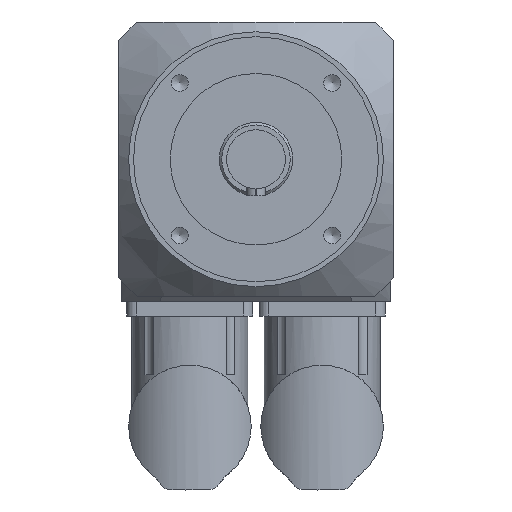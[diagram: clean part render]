
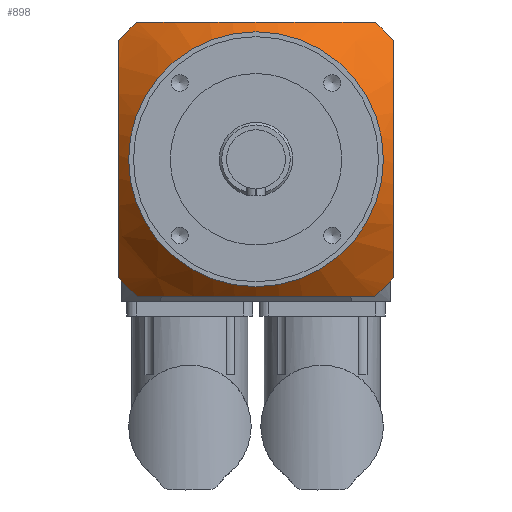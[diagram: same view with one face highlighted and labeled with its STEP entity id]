
A CAD part, front view. The second image highlights one B-rep face of the part: STEP entity #898.
In plain terms, the highlighted conical face has half-angle 45 degrees and reference radius 37 mm.
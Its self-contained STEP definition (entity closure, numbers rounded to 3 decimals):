
#129=CONICAL_SURFACE('',#5580,37.,45.);
#426=FACE_BOUND('',#1594,.T.);
#641=B_SPLINE_CURVE_WITH_KNOTS('',3,(#9120,#9121,#9122,#9123,#9124,#9125,
#9126,#9127),.UNSPECIFIED.,.F.,.F.,(4,2,2,4),(0.,0.25,0.5,1.),.UNSPECIFIED.);
#642=B_SPLINE_CURVE_WITH_KNOTS('',3,(#9130,#9131,#9132,#9133,#9134,#9135,
#9136,#9137),.UNSPECIFIED.,.F.,.F.,(4,2,2,4),(0.,0.5,0.75,1.),.UNSPECIFIED.);
#643=B_SPLINE_CURVE_WITH_KNOTS('',3,(#9141,#9142,#9143,#9144,#9145,#9146,
#9147,#9148,#9149,#9150,#9151,#9152,#9153,#9154),.UNSPECIFIED.,.F.,.F.,(4,
2,2,2,2,2,4),(0.,0.25,0.375,0.5,0.625,0.75,1.),.UNSPECIFIED.);
#644=B_SPLINE_CURVE_WITH_KNOTS('',3,(#9158,#9159,#9160,#9161,#9162,#9163,
#9164,#9165),.UNSPECIFIED.,.F.,.F.,(4,2,2,4),(0.,0.25,0.5,1.),.UNSPECIFIED.);
#645=B_SPLINE_CURVE_WITH_KNOTS('',3,(#9167,#9168,#9169,#9170,#9171,#9172,
#9173,#9174),.UNSPECIFIED.,.F.,.F.,(4,2,2,4),(0.,0.5,0.75,1.),.UNSPECIFIED.);
#646=B_SPLINE_CURVE_WITH_KNOTS('',3,(#9178,#9179,#9180,#9181,#9182,#9183,
#9184,#9185,#9186,#9187,#9188,#9189,#9190,#9191),.UNSPECIFIED.,.F.,.F.,(4,
2,2,2,2,2,4),(0.,0.25,0.375,0.5,0.625,0.75,1.),.UNSPECIFIED.);
#898=ADVANCED_FACE('',(#1249,#426),#129,.T.);
#1249=FACE_OUTER_BOUND('',#1593,.T.);
#1593=EDGE_LOOP('',(#3382,#3383,#3384,#3385,#3386,#3387,#3388,#3389,#3390,
#3391));
#1594=EDGE_LOOP('',(#3392));
#3382=ORIENTED_EDGE('',*,*,#4704,.F.);
#3383=ORIENTED_EDGE('',*,*,#4705,.F.);
#3384=ORIENTED_EDGE('',*,*,#4706,.T.);
#3385=ORIENTED_EDGE('',*,*,#4707,.F.);
#3386=ORIENTED_EDGE('',*,*,#4708,.T.);
#3387=ORIENTED_EDGE('',*,*,#4709,.F.);
#3388=ORIENTED_EDGE('',*,*,#4710,.F.);
#3389=ORIENTED_EDGE('',*,*,#4711,.T.);
#3390=ORIENTED_EDGE('',*,*,#4712,.F.);
#3391=ORIENTED_EDGE('',*,*,#4713,.T.);
#3392=ORIENTED_EDGE('',*,*,#4691,.F.);
#3996=VERTEX_POINT('',#9092);
#4009=VERTEX_POINT('',#9128);
#4010=VERTEX_POINT('',#9129);
#4011=VERTEX_POINT('',#9138);
#4012=VERTEX_POINT('',#9140);
#4013=VERTEX_POINT('',#9155);
#4014=VERTEX_POINT('',#9157);
#4015=VERTEX_POINT('',#9166);
#4016=VERTEX_POINT('',#9175);
#4017=VERTEX_POINT('',#9177);
#4018=VERTEX_POINT('',#9192);
#4691=EDGE_CURVE('',#3996,#3996,#5032,.T.);
#4704=EDGE_CURVE('',#4009,#4010,#641,.T.);
#4705=EDGE_CURVE('',#4011,#4009,#642,.T.);
#4706=EDGE_CURVE('',#4011,#4012,#5041,.T.);
#4707=EDGE_CURVE('',#4013,#4012,#643,.T.);
#4708=EDGE_CURVE('',#4013,#4014,#5042,.T.);
#4709=EDGE_CURVE('',#4015,#4014,#644,.T.);
#4710=EDGE_CURVE('',#4016,#4015,#645,.T.);
#4711=EDGE_CURVE('',#4016,#4017,#5043,.T.);
#4712=EDGE_CURVE('',#4018,#4017,#646,.T.);
#4713=EDGE_CURVE('',#4018,#4010,#5044,.T.);
#5032=CIRCLE('',#5564,26.);
#5041=CIRCLE('',#5576,37.);
#5042=CIRCLE('',#5577,37.);
#5043=CIRCLE('',#5578,37.);
#5044=CIRCLE('',#5579,37.);
#5564=AXIS2_PLACEMENT_3D('',#9091,#6849,#6850);
#5576=AXIS2_PLACEMENT_3D('',#9139,#6877,#6878);
#5577=AXIS2_PLACEMENT_3D('',#9156,#6879,#6880);
#5578=AXIS2_PLACEMENT_3D('',#9176,#6881,#6882);
#5579=AXIS2_PLACEMENT_3D('',#9193,#6883,#6884);
#5580=AXIS2_PLACEMENT_3D('',#9194,#6885,#6886);
#6849=DIRECTION('',(0.,0.,-1.));
#6850=DIRECTION('',(-1.,0.,0.));
#6877=DIRECTION('',(0.,0.,-1.));
#6878=DIRECTION('',(-1.,0.,0.));
#6879=DIRECTION('',(0.,0.,-1.));
#6880=DIRECTION('',(-1.,0.,0.));
#6881=DIRECTION('',(0.,0.,-1.));
#6882=DIRECTION('',(-1.,0.,0.));
#6883=DIRECTION('',(0.,0.,-1.));
#6884=DIRECTION('',(-1.,0.,0.));
#6885=DIRECTION('',(0.,0.,1.));
#6886=DIRECTION('',(1.,0.,0.));
#9091=CARTESIAN_POINT('',(0.,0.,0.));
#9092=CARTESIAN_POINT('',(-26.,0.,0.));
#9120=CARTESIAN_POINT('',(-28.,0.,2.));
#9121=CARTESIAN_POINT('',(-28.,-2.206,2.));
#9122=CARTESIAN_POINT('',(-28.,-4.366,2.263));
#9123=CARTESIAN_POINT('',(-28.,-8.611,3.221));
#9124=CARTESIAN_POINT('',(-28.,-10.709,3.922));
#9125=CARTESIAN_POINT('',(-28.,-16.757,6.424));
#9126=CARTESIAN_POINT('',(-28.,-20.526,8.607));
#9127=CARTESIAN_POINT('',(-28.,-24.187,11.));
#9128=CARTESIAN_POINT('',(-28.,0.,2.));
#9129=CARTESIAN_POINT('',(-28.,-24.187,11.));
#9130=CARTESIAN_POINT('',(-28.,24.187,11.));
#9131=CARTESIAN_POINT('',(-28.,20.528,8.608));
#9132=CARTESIAN_POINT('',(-28.,16.763,6.429));
#9133=CARTESIAN_POINT('',(-28.,10.731,3.93));
#9134=CARTESIAN_POINT('',(-28.,8.632,3.227));
#9135=CARTESIAN_POINT('',(-28.,4.371,2.263));
#9136=CARTESIAN_POINT('',(-28.,2.206,2.));
#9137=CARTESIAN_POINT('',(-28.,0.,2.));
#9138=CARTESIAN_POINT('',(-28.,24.187,11.));
#9139=CARTESIAN_POINT('',(0.,0.,
11.));
#9140=CARTESIAN_POINT('',(-24.187,28.,11.));
#9141=CARTESIAN_POINT('',(24.187,28.,11.));
#9142=CARTESIAN_POINT('',(20.53,28.,8.61));
#9143=CARTESIAN_POINT('',(16.768,28.,6.431));
#9144=CARTESIAN_POINT('',(10.741,28.,3.934));
#9145=CARTESIAN_POINT('',(8.642,28.,3.23));
#9146=CARTESIAN_POINT('',(4.39,28.,2.266));
#9147=CARTESIAN_POINT('',(2.235,28.,2.003));
#9148=CARTESIAN_POINT('',(-2.147,28.,1.997));
#9149=CARTESIAN_POINT('',(-4.339,28.,2.259));
#9150=CARTESIAN_POINT('',(-8.583,28.,3.213));
#9151=CARTESIAN_POINT('',(-10.672,28.,3.908));
#9152=CARTESIAN_POINT('',(-16.745,28.,6.416));
#9153=CARTESIAN_POINT('',(-20.521,28.,8.604));
#9154=CARTESIAN_POINT('',(-24.187,28.,11.));
#9155=CARTESIAN_POINT('',(24.187,28.,11.));
#9156=CARTESIAN_POINT('',(0.,0.,
11.));
#9157=CARTESIAN_POINT('',(28.,24.187,11.));
#9158=CARTESIAN_POINT('',(28.,0.,2.));
#9159=CARTESIAN_POINT('',(28.,2.206,2.));
#9160=CARTESIAN_POINT('',(28.,4.366,2.263));
#9161=CARTESIAN_POINT('',(28.,8.611,3.221));
#9162=CARTESIAN_POINT('',(28.,10.709,3.922));
#9163=CARTESIAN_POINT('',(28.,16.757,6.424));
#9164=CARTESIAN_POINT('',(28.,20.526,8.607));
#9165=CARTESIAN_POINT('',(28.,24.187,11.));
#9166=CARTESIAN_POINT('',(28.,0.,2.));
#9167=CARTESIAN_POINT('',(28.,-24.187,11.));
#9168=CARTESIAN_POINT('',(28.,-20.528,8.608));
#9169=CARTESIAN_POINT('',(28.,-16.763,6.429));
#9170=CARTESIAN_POINT('',(28.,-10.731,3.93));
#9171=CARTESIAN_POINT('',(28.,-8.632,3.227));
#9172=CARTESIAN_POINT('',(28.,-4.371,2.263));
#9173=CARTESIAN_POINT('',(28.,-2.206,2.));
#9174=CARTESIAN_POINT('',(28.,0.,2.));
#9175=CARTESIAN_POINT('',(28.,-24.187,11.));
#9176=CARTESIAN_POINT('',(0.,0.,
11.));
#9177=CARTESIAN_POINT('',(24.187,-28.,11.));
#9178=CARTESIAN_POINT('',(-24.187,-28.,11.));
#9179=CARTESIAN_POINT('',(-20.53,-28.,8.61));
#9180=CARTESIAN_POINT('',(-16.768,-28.,6.431));
#9181=CARTESIAN_POINT('',(-10.741,-28.,3.934));
#9182=CARTESIAN_POINT('',(-8.642,-28.,3.23));
#9183=CARTESIAN_POINT('',(-4.39,-28.,2.266));
#9184=CARTESIAN_POINT('',(-2.235,-28.,2.003));
#9185=CARTESIAN_POINT('',(2.147,-28.,1.997));
#9186=CARTESIAN_POINT('',(4.339,-28.,2.259));
#9187=CARTESIAN_POINT('',(8.583,-28.,3.213));
#9188=CARTESIAN_POINT('',(10.672,-28.,3.908));
#9189=CARTESIAN_POINT('',(16.745,-28.,6.416));
#9190=CARTESIAN_POINT('',(20.521,-28.,8.604));
#9191=CARTESIAN_POINT('',(24.187,-28.,11.));
#9192=CARTESIAN_POINT('',(-24.187,-28.,11.));
#9193=CARTESIAN_POINT('',(0.,0.,
11.));
#9194=CARTESIAN_POINT('',(0.,0.,
11.));
